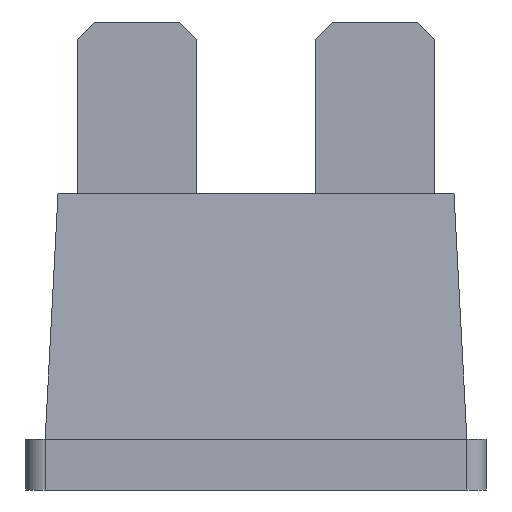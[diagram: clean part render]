
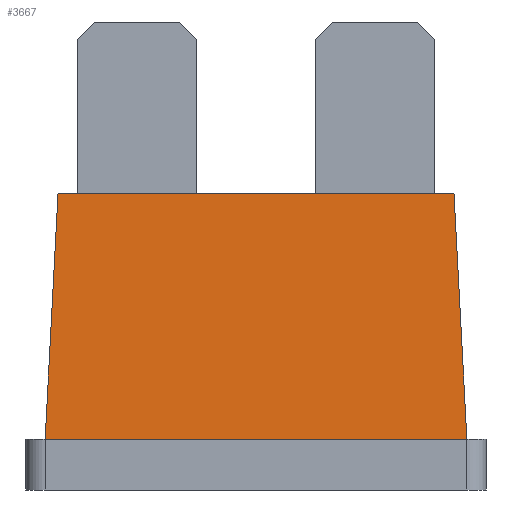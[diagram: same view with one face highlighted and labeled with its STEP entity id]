
A CAD part, front view. The second image highlights one B-rep face of the part: STEP entity #3667.
In plain terms, the highlighted planar face has unit normal (0, -0.999, 0.052).
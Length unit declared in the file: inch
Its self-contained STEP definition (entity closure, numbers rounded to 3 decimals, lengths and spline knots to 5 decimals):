
#228 = LINE ( 'NONE', #2417, #1185 ) ;
#261 = CARTESIAN_POINT ( 'NONE',  ( -0.34375, -0.06875, 0.083 ) ) ;
#276 = VECTOR ( 'NONE', #2038, 39.37008 ) ;
#535 = EDGE_CURVE ( 'NONE', #1746, #1722, #3062, .T. ) ;
#853 = CARTESIAN_POINT ( 'NONE',  ( -0.34375, -0.06875, 0.083 ) ) ;
#868 = VERTEX_POINT ( 'NONE', #261 ) ;
#879 = EDGE_CURVE ( 'NONE', #868, #1056, #3529, .T. ) ;
#1056 = VERTEX_POINT ( 'NONE', #2780 ) ;
#1116 = DIRECTION ( 'NONE',  ( 1., 0., 0. ) ) ;
#1185 = VECTOR ( 'NONE', #2712, 39.37008 ) ;
#1435 = EDGE_LOOP ( 'NONE', ( #3542, #2597, #3562, #2324 ) ) ;
#1466 = DIRECTION ( 'NONE',  ( 1., 0., 0. ) ) ;
#1705 = CARTESIAN_POINT ( 'NONE',  ( -0.34375, -0.06875, 0.083 ) ) ;
#1722 = VERTEX_POINT ( 'NONE', #2528 ) ;
#1739 = CARTESIAN_POINT ( 'NONE',  ( -0.34375, -0.04779, 0.483 ) ) ;
#1742 = DIRECTION ( 'NONE',  ( 0., -0.999, 0.052 ) ) ;
#1746 = VERTEX_POINT ( 'NONE', #2883 ) ;
#1753 = CARTESIAN_POINT ( 'NONE',  ( 0.34375, -0.06875, 0.083 ) ) ;
#1788 = FACE_OUTER_BOUND ( 'NONE', #1435, .T. ) ;
#2038 = DIRECTION ( 'NONE',  ( 0.052, -0.052, -0.997 ) ) ;
#2109 = AXIS2_PLACEMENT_3D ( 'NONE', #853, #1742, #3124 ) ;
#2324 = ORIENTED_EDGE ( 'NONE', *, *, #2601, .T. ) ;
#2417 = CARTESIAN_POINT ( 'NONE',  ( -0.34375, -0.06875, 0.083 ) ) ;
#2528 = CARTESIAN_POINT ( 'NONE',  ( 0.32279, -0.04779, 0.483 ) ) ;
#2597 = ORIENTED_EDGE ( 'NONE', *, *, #3039, .F. ) ;
#2601 = EDGE_CURVE ( 'NONE', #1746, #868, #228, .T. ) ;
#2712 = DIRECTION ( 'NONE',  ( -0.052, -0.052, -0.997 ) ) ;
#2780 = CARTESIAN_POINT ( 'NONE',  ( 0.34375, -0.06875, 0.083 ) ) ;
#2810 = VECTOR ( 'NONE', #1466, 39.37008 ) ;
#2838 = LINE ( 'NONE', #1753, #276 ) ;
#2883 = CARTESIAN_POINT ( 'NONE',  ( -0.32279, -0.04779, 0.483 ) ) ;
#3039 = EDGE_CURVE ( 'NONE', #1722, #1056, #2838, .T. ) ;
#3062 = LINE ( 'NONE', #1739, #2810 ) ;
#3124 = DIRECTION ( 'NONE',  ( 0., -0.052, -0.999 ) ) ;
#3251 = VECTOR ( 'NONE', #1116, 39.37008 ) ;
#3434 = PLANE ( 'NONE',  #2109 ) ;
#3529 = LINE ( 'NONE', #1705, #3251 ) ;
#3542 = ORIENTED_EDGE ( 'NONE', *, *, #879, .T. ) ;
#3562 = ORIENTED_EDGE ( 'NONE', *, *, #535, .F. ) ;
#3667 = ADVANCED_FACE ( 'NONE', ( #1788 ), #3434, .T. ) ;
